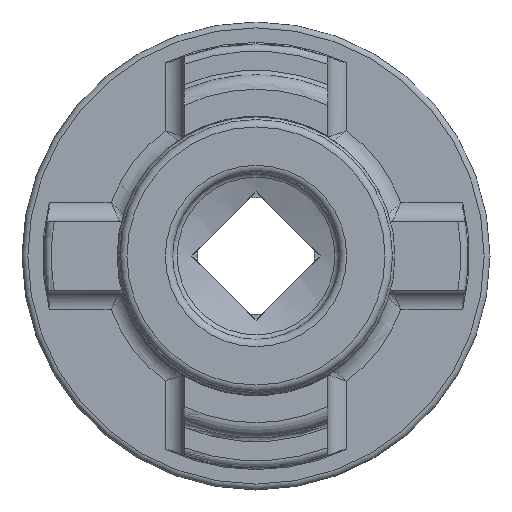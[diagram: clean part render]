
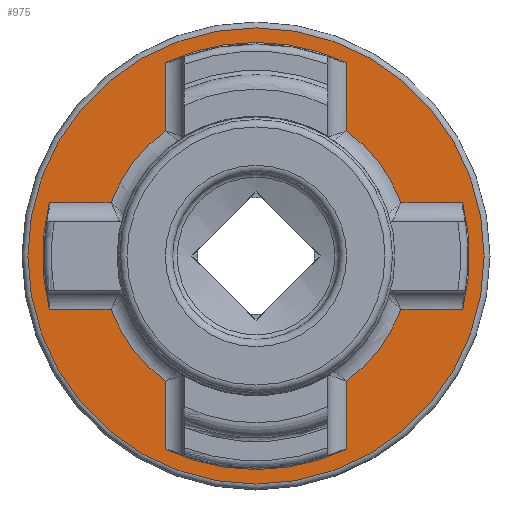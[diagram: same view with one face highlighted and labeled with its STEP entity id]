
A CAD part, left-side view. The second image highlights one B-rep face of the part: STEP entity #975.
In plain terms, the highlighted planar face has unit normal (-1, 0, 0).
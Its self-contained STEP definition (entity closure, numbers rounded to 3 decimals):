
#17 = CARTESIAN_POINT ( 'NONE',  ( 23.8, -6.2, -8.548 ) ) ;
#94 = EDGE_CURVE ( 'NONE', #97, #3568, #4875, .T. ) ;
#97 = VERTEX_POINT ( 'NONE', #4137 ) ;
#108 = CARTESIAN_POINT ( 'NONE',  ( 23.8, 6.2, -8.548 ) ) ;
#143 = CARTESIAN_POINT ( 'NONE',  ( 23.8, -6.2, 13.218 ) ) ;
#157 = ORIENTED_EDGE ( 'NONE', *, *, #1121, .T. ) ;
#249 = LINE ( 'NONE', #535, #5034 ) ;
#290 = ORIENTED_EDGE ( 'NONE', *, *, #1787, .T. ) ;
#298 = CIRCLE ( 'NONE', #2949, 10.56 ) ;
#308 = DIRECTION ( 'NONE',  ( 0., 0., 1. ) ) ;
#362 = CARTESIAN_POINT ( 'NONE',  ( 23.8, 14.6, 0. ) ) ;
#385 = DIRECTION ( 'NONE',  ( 0., 1., 0. ) ) ;
#479 = ORIENTED_EDGE ( 'NONE', *, *, #4076, .T. ) ;
#535 = CARTESIAN_POINT ( 'NONE',  ( 23.8, -6.2, -13.753 ) ) ;
#548 = EDGE_CURVE ( 'NONE', #4620, #2523, #3464, .T. ) ;
#582 = CARTESIAN_POINT ( 'NONE',  ( 23.8, 6.2, 13.218 ) ) ;
#587 = CIRCLE ( 'NONE', #2736, 14.6 ) ;
#660 = ORIENTED_EDGE ( 'NONE', *, *, #3994, .T. ) ;
#671 = EDGE_CURVE ( 'NONE', #4620, #797, #2600, .T. ) ;
#675 = ORIENTED_EDGE ( 'NONE', *, *, #3794, .T. ) ;
#679 = DIRECTION ( 'NONE',  ( 0., 0., 1. ) ) ;
#684 = ORIENTED_EDGE ( 'NONE', *, *, #2990, .T. ) ;
#697 = CARTESIAN_POINT ( 'NONE',  ( 23.8, -14.136, 3.65 ) ) ;
#770 = LINE ( 'NONE', #1773, #3662 ) ;
#775 = EDGE_CURVE ( 'NONE', #3666, #2418, #249, .T. ) ;
#777 = CIRCLE ( 'NONE', #3789, 10.56 ) ;
#797 = VERTEX_POINT ( 'NONE', #3420 ) ;
#898 = DIRECTION ( 'NONE',  ( -1., 0., 0. ) ) ;
#924 = AXIS2_PLACEMENT_3D ( 'NONE', #3522, #1158, #3551 ) ;
#975 = ADVANCED_FACE ( 'NONE', ( #2654, #1602 ), #1498, .F. ) ;
#1067 = DIRECTION ( 'NONE',  ( -1., 0., 0. ) ) ;
#1105 = ORIENTED_EDGE ( 'NONE', *, *, #1681, .F. ) ;
#1121 = EDGE_CURVE ( 'NONE', #1132, #1581, #1889, .T. ) ;
#1126 = ORIENTED_EDGE ( 'NONE', *, *, #2894, .T. ) ;
#1132 = VERTEX_POINT ( 'NONE', #1647 ) ;
#1158 = DIRECTION ( 'NONE',  ( -1., 0., 0. ) ) ;
#1230 = EDGE_CURVE ( 'NONE', #2350, #2746, #587, .T. ) ;
#1269 = DIRECTION ( 'NONE',  ( 0., 0., -1. ) ) ;
#1274 = ORIENTED_EDGE ( 'NONE', *, *, #94, .F. ) ;
#1284 = AXIS2_PLACEMENT_3D ( 'NONE', #3874, #1067, #679 ) ;
#1285 = CARTESIAN_POINT ( 'NONE',  ( 23.8, -6.2, -13.218 ) ) ;
#1306 = DIRECTION ( 'NONE',  ( 0., 0., 1. ) ) ;
#1330 = EDGE_CURVE ( 'NONE', #2936, #2746, #770, .T. ) ;
#1335 = DIRECTION ( 'NONE',  ( 0., 0., 1. ) ) ;
#1444 = CARTESIAN_POINT ( 'NONE',  ( 23.8, 14.6, 3.65 ) ) ;
#1456 = DIRECTION ( 'NONE',  ( 0., 0., -1. ) ) ;
#1498 = PLANE ( 'NONE',  #5060 ) ;
#1564 = LINE ( 'NONE', #1444, #3358 ) ;
#1581 = VERTEX_POINT ( 'NONE', #108 ) ;
#1602 = FACE_OUTER_BOUND ( 'NONE', #3733, .T. ) ;
#1609 = CARTESIAN_POINT ( 'NONE',  ( 23.8, -6.2, 8.548 ) ) ;
#1644 = LINE ( 'NONE', #4601, #4699 ) ;
#1647 = CARTESIAN_POINT ( 'NONE',  ( 23.8, 6.2, -13.218 ) ) ;
#1681 = EDGE_CURVE ( 'NONE', #1132, #2418, #4691, .T. ) ;
#1773 = CARTESIAN_POINT ( 'NONE',  ( 23.8, 6.2, 0. ) ) ;
#1787 = EDGE_CURVE ( 'NONE', #5131, #3568, #4363, .T. ) ;
#1861 = CARTESIAN_POINT ( 'NONE',  ( 23.8, 0., 0. ) ) ;
#1866 = DIRECTION ( 'NONE',  ( 0., 0., 1. ) ) ;
#1879 = CARTESIAN_POINT ( 'NONE',  ( 23.8, 14.136, -3.65 ) ) ;
#1889 = LINE ( 'NONE', #4435, #5054 ) ;
#1944 = DIRECTION ( 'NONE',  ( 1., 0., 0. ) ) ;
#2028 = DIRECTION ( 'NONE',  ( 0., 0., 1. ) ) ;
#2065 = CIRCLE ( 'NONE', #3632, 10.56 ) ;
#2094 = VERTEX_POINT ( 'NONE', #4614 ) ;
#2103 = DIRECTION ( 'NONE',  ( 1., 0., 0. ) ) ;
#2149 = CARTESIAN_POINT ( 'NONE',  ( 23.8, 0., 0. ) ) ;
#2154 = ORIENTED_EDGE ( 'NONE', *, *, #3395, .T. ) ;
#2216 = DIRECTION ( 'NONE',  ( 0., 0., -1. ) ) ;
#2350 = VERTEX_POINT ( 'NONE', #143 ) ;
#2354 = DIRECTION ( 'NONE',  ( -1., 0., 0. ) ) ;
#2394 = LINE ( 'NONE', #4147, #4311 ) ;
#2418 = VERTEX_POINT ( 'NONE', #1285 ) ;
#2480 = AXIS2_PLACEMENT_3D ( 'NONE', #1861, #3819, #1456 ) ;
#2508 = CARTESIAN_POINT ( 'NONE',  ( 23.8, 0., 0. ) ) ;
#2523 = VERTEX_POINT ( 'NONE', #697 ) ;
#2600 = LINE ( 'NONE', #3304, #4279 ) ;
#2605 = DIRECTION ( 'NONE',  ( 0., -1., 0. ) ) ;
#2654 = FACE_BOUND ( 'NONE', #3985, .T. ) ;
#2661 = VERTEX_POINT ( 'NONE', #1609 ) ;
#2687 = ORIENTED_EDGE ( 'NONE', *, *, #671, .T. ) ;
#2692 = DIRECTION ( 'NONE',  ( 0., 0., -1. ) ) ;
#2719 = DIRECTION ( 'NONE',  ( 0., 0., -1. ) ) ;
#2736 = AXIS2_PLACEMENT_3D ( 'NONE', #2508, #898, #1335 ) ;
#2746 = VERTEX_POINT ( 'NONE', #582 ) ;
#2876 = DIRECTION ( 'NONE',  ( 0., 1., 0. ) ) ;
#2894 = EDGE_CURVE ( 'NONE', #797, #3666, #298, .T. ) ;
#2896 = DIRECTION ( 'NONE',  ( -1., 0., 0. ) ) ;
#2900 = DIRECTION ( 'NONE',  ( 1., 0., 0. ) ) ;
#2920 = ORIENTED_EDGE ( 'NONE', *, *, #4558, .T. ) ;
#2936 = VERTEX_POINT ( 'NONE', #2964 ) ;
#2949 = AXIS2_PLACEMENT_3D ( 'NONE', #4912, #2900, #4051 ) ;
#2964 = CARTESIAN_POINT ( 'NONE',  ( 23.8, 6.2, 8.548 ) ) ;
#2990 = EDGE_CURVE ( 'NONE', #3209, #3209, #5024, .T. ) ;
#3099 = VECTOR ( 'NONE', #385, 1000. ) ;
#3134 = ORIENTED_EDGE ( 'NONE', *, *, #1330, .T. ) ;
#3142 = CARTESIAN_POINT ( 'NONE',  ( 23.8, -14.136, -3.65 ) ) ;
#3209 = VERTEX_POINT ( 'NONE', #3696 ) ;
#3248 = DIRECTION ( 'NONE',  ( 0., 0., -1. ) ) ;
#3254 = ORIENTED_EDGE ( 'NONE', *, *, #548, .F. ) ;
#3304 = CARTESIAN_POINT ( 'NONE',  ( 23.8, -8.957, -3.65 ) ) ;
#3354 = AXIS2_PLACEMENT_3D ( 'NONE', #4230, #2354, #1866 ) ;
#3358 = VECTOR ( 'NONE', #2605, 1000. ) ;
#3395 = EDGE_CURVE ( 'NONE', #2350, #2661, #1644, .T. ) ;
#3420 = CARTESIAN_POINT ( 'NONE',  ( 23.8, -9.909, -3.65 ) ) ;
#3435 = EDGE_CURVE ( 'NONE', #2661, #5141, #4510, .T. ) ;
#3464 = CIRCLE ( 'NONE', #924, 14.6 ) ;
#3510 = CARTESIAN_POINT ( 'NONE',  ( 23.8, 0., 0. ) ) ;
#3522 = CARTESIAN_POINT ( 'NONE',  ( 23.8, 0., 0. ) ) ;
#3551 = DIRECTION ( 'NONE',  ( 0., 0., 1. ) ) ;
#3568 = VERTEX_POINT ( 'NONE', #1879 ) ;
#3606 = CARTESIAN_POINT ( 'NONE',  ( 23.8, 0., 0. ) ) ;
#3632 = AXIS2_PLACEMENT_3D ( 'NONE', #3510, #3913, #2692 ) ;
#3662 = VECTOR ( 'NONE', #308, 1000. ) ;
#3666 = VERTEX_POINT ( 'NONE', #17 ) ;
#3696 = CARTESIAN_POINT ( 'NONE',  ( 23.8, 0., 15.6 ) ) ;
#3733 = EDGE_LOOP ( 'NONE', ( #684 ) ) ;
#3789 = AXIS2_PLACEMENT_3D ( 'NONE', #3606, #2103, #1269 ) ;
#3794 = EDGE_CURVE ( 'NONE', #1581, #5131, #777, .T. ) ;
#3815 = ORIENTED_EDGE ( 'NONE', *, *, #1230, .F. ) ;
#3819 = DIRECTION ( 'NONE',  ( 1., 0., 0. ) ) ;
#3874 = CARTESIAN_POINT ( 'NONE',  ( 23.8, 0., 0. ) ) ;
#3913 = DIRECTION ( 'NONE',  ( 1., 0., 0. ) ) ;
#3965 = ORIENTED_EDGE ( 'NONE', *, *, #775, .T. ) ;
#3976 = CARTESIAN_POINT ( 'NONE',  ( 23.8, 14.6, -3.65 ) ) ;
#3985 = EDGE_LOOP ( 'NONE', ( #3254, #2687, #1126, #3965, #1105, #157, #675, #290, #1274, #479, #2920, #3134, #3815, #2154, #4713, #660 ) ) ;
#3994 = EDGE_CURVE ( 'NONE', #5141, #2523, #2394, .T. ) ;
#4051 = DIRECTION ( 'NONE',  ( 0., 0., -1. ) ) ;
#4076 = EDGE_CURVE ( 'NONE', #97, #2094, #1564, .T. ) ;
#4137 = CARTESIAN_POINT ( 'NONE',  ( 23.8, 14.136, 3.65 ) ) ;
#4147 = CARTESIAN_POINT ( 'NONE',  ( 23.8, -14.41, 3.65 ) ) ;
#4170 = CARTESIAN_POINT ( 'NONE',  ( 23.8, -9.909, 3.65 ) ) ;
#4230 = CARTESIAN_POINT ( 'NONE',  ( 23.8, 0., 0. ) ) ;
#4279 = VECTOR ( 'NONE', #2876, 1000. ) ;
#4311 = VECTOR ( 'NONE', #4522, 1000. ) ;
#4363 = LINE ( 'NONE', #3976, #3099 ) ;
#4435 = CARTESIAN_POINT ( 'NONE',  ( 23.8, 6.2, 0. ) ) ;
#4510 = CIRCLE ( 'NONE', #2480, 10.56 ) ;
#4522 = DIRECTION ( 'NONE',  ( 0., -1., 0. ) ) ;
#4558 = EDGE_CURVE ( 'NONE', #2094, #2936, #2065, .T. ) ;
#4598 = AXIS2_PLACEMENT_3D ( 'NONE', #2149, #2896, #1306 ) ;
#4601 = CARTESIAN_POINT ( 'NONE',  ( 23.8, -6.2, 7.857 ) ) ;
#4614 = CARTESIAN_POINT ( 'NONE',  ( 23.8, 9.909, 3.65 ) ) ;
#4620 = VERTEX_POINT ( 'NONE', #3142 ) ;
#4691 = CIRCLE ( 'NONE', #1284, 14.6 ) ;
#4699 = VECTOR ( 'NONE', #2216, 1000. ) ;
#4713 = ORIENTED_EDGE ( 'NONE', *, *, #3435, .T. ) ;
#4875 = CIRCLE ( 'NONE', #4598, 14.6 ) ;
#4912 = CARTESIAN_POINT ( 'NONE',  ( 23.8, 0., 0. ) ) ;
#4971 = CARTESIAN_POINT ( 'NONE',  ( 23.8, 9.909, -3.65 ) ) ;
#5024 = CIRCLE ( 'NONE', #3354, 15.6 ) ;
#5034 = VECTOR ( 'NONE', #3248, 1000. ) ;
#5054 = VECTOR ( 'NONE', #2028, 1000. ) ;
#5060 = AXIS2_PLACEMENT_3D ( 'NONE', #362, #1944, #2719 ) ;
#5131 = VERTEX_POINT ( 'NONE', #4971 ) ;
#5141 = VERTEX_POINT ( 'NONE', #4170 ) ;
